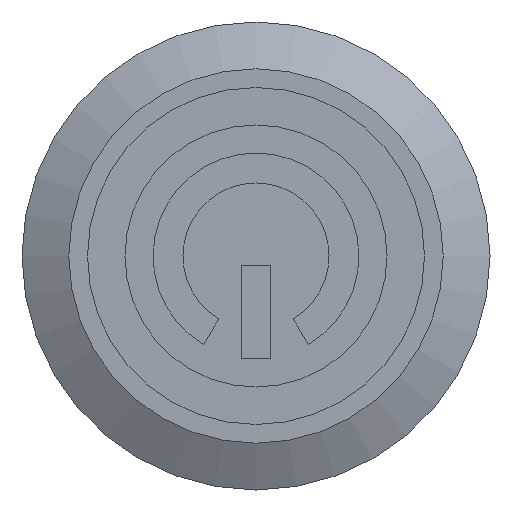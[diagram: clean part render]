
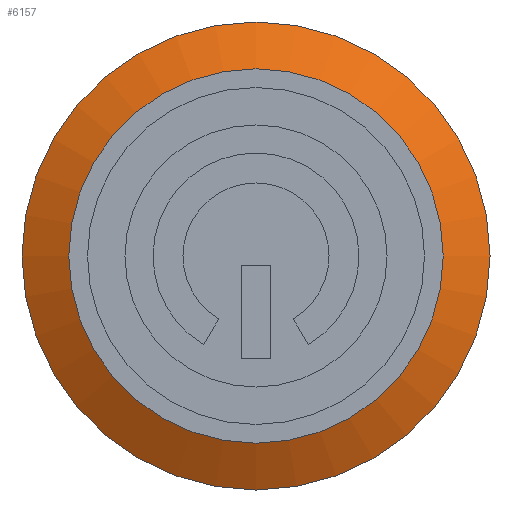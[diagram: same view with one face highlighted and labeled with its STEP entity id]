
A CAD part, left-side view. The second image highlights one B-rep face of the part: STEP entity #6157.
In plain terms, the highlighted conical face has half-angle 62.526 degrees and reference radius 11.25 mm.
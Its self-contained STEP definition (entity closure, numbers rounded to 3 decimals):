
#16=CONICAL_SURFACE('',#6702,11.25,1.091);
#370=CIRCLE('',#6703,12.5);
#371=CIRCLE('',#6704,12.5);
#372=CIRCLE('',#6705,10.);
#373=CIRCLE('',#6706,10.);
#696=FACE_OUTER_BOUND('',#1057,.T.);
#1057=EDGE_LOOP('',(#5546,#5547,#5548,#5549,#5550,#5551));
#1718=LINE('',#10423,#2384);
#2384=VECTOR('',#8396,11.25);
#2949=VERTEX_POINT('',#10418);
#2950=VERTEX_POINT('',#10419);
#2951=VERTEX_POINT('',#10422);
#2952=VERTEX_POINT('',#10424);
#3820=EDGE_CURVE('',#2949,#2950,#370,.T.);
#3821=EDGE_CURVE('',#2950,#2949,#371,.T.);
#3822=EDGE_CURVE('',#2950,#2951,#1718,.T.);
#3823=EDGE_CURVE('',#2952,#2951,#372,.T.);
#3824=EDGE_CURVE('',#2951,#2952,#373,.T.);
#5546=ORIENTED_EDGE('',*,*,#3820,.F.);
#5547=ORIENTED_EDGE('',*,*,#3821,.F.);
#5548=ORIENTED_EDGE('',*,*,#3822,.T.);
#5549=ORIENTED_EDGE('',*,*,#3823,.F.);
#5550=ORIENTED_EDGE('',*,*,#3824,.F.);
#5551=ORIENTED_EDGE('',*,*,#3822,.F.);
#6157=ADVANCED_FACE('',(#696),#16,.T.);
#6702=AXIS2_PLACEMENT_3D('',#10417,#8390,#8391);
#6703=AXIS2_PLACEMENT_3D('',#10420,#8392,#8393);
#6704=AXIS2_PLACEMENT_3D('',#10421,#8394,#8395);
#6705=AXIS2_PLACEMENT_3D('',#10425,#8397,#8398);
#6706=AXIS2_PLACEMENT_3D('',#10426,#8399,#8400);
#8390=DIRECTION('center_axis',(1.,0.,0.));
#8391=DIRECTION('ref_axis',(0.,0.,1.));
#8392=DIRECTION('center_axis',(1.,0.,0.));
#8393=DIRECTION('ref_axis',(0.,-1.,0.));
#8394=DIRECTION('center_axis',(1.,0.,0.));
#8395=DIRECTION('ref_axis',(0.,-1.,0.));
#8396=DIRECTION('',(-0.461,0.,0.887));
#8397=DIRECTION('center_axis',(-1.,0.,0.));
#8398=DIRECTION('ref_axis',(0.,0.,1.));
#8399=DIRECTION('center_axis',(-1.,0.,0.));
#8400=DIRECTION('ref_axis',(0.,0.,1.));
#10417=CARTESIAN_POINT('Origin',(-1.15,0.,0.));
#10418=CARTESIAN_POINT('',(-0.5,12.5,0.));
#10419=CARTESIAN_POINT('',(-0.5,0.,-12.5));
#10420=CARTESIAN_POINT('Origin',(-0.5,0.,0.));
#10421=CARTESIAN_POINT('Origin',(-0.5,0.,0.));
#10422=CARTESIAN_POINT('',(-1.8,0.,-10.));
#10423=CARTESIAN_POINT('',(-1.15,0.,-11.25));
#10424=CARTESIAN_POINT('',(-1.8,0.,10.));
#10425=CARTESIAN_POINT('Origin',(-1.8,0.,0.));
#10426=CARTESIAN_POINT('Origin',(-1.8,0.,0.));
